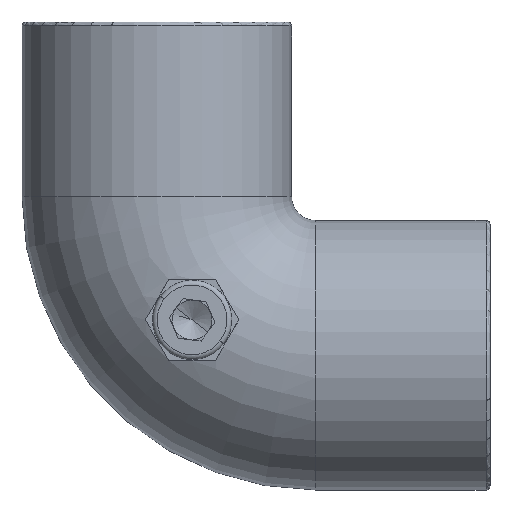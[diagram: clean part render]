
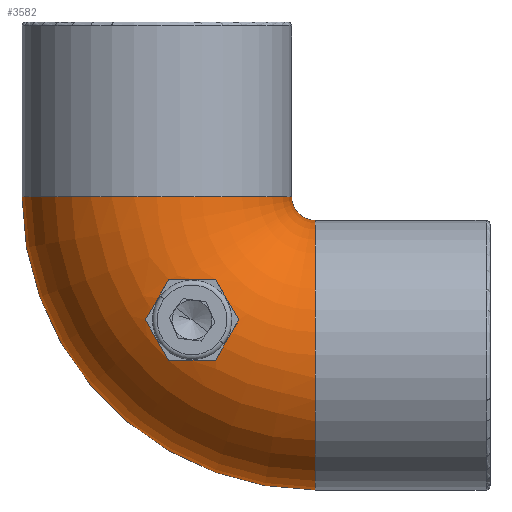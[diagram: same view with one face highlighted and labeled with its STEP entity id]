
A CAD part, left-side view. The second image highlights one B-rep face of the part: STEP entity #3582.
In plain terms, the highlighted toroidal (fillet/blend) face has major radius 20 mm and minor radius 17 mm.
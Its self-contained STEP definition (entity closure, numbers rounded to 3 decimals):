
#461=CARTESIAN_POINT('',(0.,-0.5,0.));
#462=DIRECTION('',(0.,1.,0.));
#463=DIRECTION('',(1.,0.,0.));
#464=AXIS2_PLACEMENT_3D('',#461,#462,#463);
#469=CARTESIAN_POINT('',(0.,-0.5,0.));
#470=DIRECTION('',(0.,-1.,0.));
#471=DIRECTION('',(0.,0.,-1.));
#472=AXIS2_PLACEMENT_3D('',#469,#470,#471);
#1118=CARTESIAN_POINT('',(0.,0.,-20.));
#1119=DIRECTION('',(1.,0.,0.));
#1120=DIRECTION('',(0.,-0.029,1.));
#1121=AXIS2_PLACEMENT_3D('',#1118,#1119,#1120);
#1126=CARTESIAN_POINT('',(20.,0.,0.));
#1127=DIRECTION('',(0.,0.,-1.));
#1128=DIRECTION('',(1.,-0.029,0.));
#1129=AXIS2_PLACEMENT_3D('',#1126,#1127,#1128);
#1155=CARTESIAN_POINT('',(15.551,-15.714,
-21.44));
#1156=CARTESIAN_POINT('',(16.159,-15.684,
-21.089));
#1157=CARTESIAN_POINT('',(17.347,-15.602,
-20.403));
#1158=CARTESIAN_POINT('',(19.047,-15.412,
-19.422));
#1159=CARTESIAN_POINT('',(20.126,-15.241,
-18.799));
#1160=CARTESIAN_POINT('',(20.651,-15.145,
-18.496));
#1172=CARTESIAN_POINT('',(10.451,-16.954,
-18.496));
#1173=CARTESIAN_POINT('',(11.061,-16.91,
-18.848));
#1174=CARTESIAN_POINT('',(12.253,-16.757,
-19.536));
#1175=CARTESIAN_POINT('',(13.952,-16.34,
-20.517));
#1176=CARTESIAN_POINT('',(15.027,-15.942,
-21.138));
#1177=CARTESIAN_POINT('',(15.551,-15.714,
-21.44));
#1196=CARTESIAN_POINT('',(10.451,-16.609,
-12.607));
#1197=CARTESIAN_POINT('',(10.451,-16.69,
-13.086));
#1198=CARTESIAN_POINT('',(10.451,-16.83,
-14.051));
#1199=CARTESIAN_POINT('',(10.451,-16.966,
-15.525));
#1200=CARTESIAN_POINT('',(10.451,-17.016,
-17.006));
#1201=CARTESIAN_POINT('',(10.451,-16.986,
-17.999));
#1202=CARTESIAN_POINT('',(10.451,-16.954,
-18.496));
#1214=CARTESIAN_POINT('',(15.551,-16.916,
-9.662));
#1215=CARTESIAN_POINT('',(14.96,-16.883,
-10.004));
#1216=CARTESIAN_POINT('',(13.793,-16.808,
-10.677));
#1217=CARTESIAN_POINT('',(12.094,-16.693,
-11.658));
#1218=CARTESIAN_POINT('',(10.993,-16.632,
-12.294));
#1219=CARTESIAN_POINT('',(10.451,-16.609,
-12.607));
#1231=CARTESIAN_POINT('',(20.651,-16.474,
-12.607));
#1232=CARTESIAN_POINT('',(20.095,-16.638,
-12.286));
#1233=CARTESIAN_POINT('',(18.976,-16.888,
-11.639));
#1234=CARTESIAN_POINT('',(17.261,-17.036,
-10.649));
#1235=CARTESIAN_POINT('',(16.122,-16.982,
-9.992));
#1236=CARTESIAN_POINT('',(15.551,-16.916,
-9.662));
#1255=CARTESIAN_POINT('',(20.651,-15.145,
-18.496));
#1256=CARTESIAN_POINT('',(20.651,-15.339,
-17.925));
#1257=CARTESIAN_POINT('',(20.651,-15.699,
-16.73));
#1258=CARTESIAN_POINT('',(20.651,-16.149,
-14.753));
#1259=CARTESIAN_POINT('',(20.651,-16.377,
-13.34));
#1260=CARTESIAN_POINT('',(20.651,-16.474,
-12.607));
#2612=CARTESIAN_POINT('',(15.551,-16.916,
-9.662));
#2614=VERTEX_POINT('',#2612);
#2620=CARTESIAN_POINT('',(15.551,-15.714,
-21.44));
#2622=VERTEX_POINT('',#2620);
#2625=CARTESIAN_POINT('',(10.451,-16.954,
-18.496));
#2626=VERTEX_POINT('',#2625);
#2627=CARTESIAN_POINT('',(20.651,-16.474,
-12.607));
#2629=VERTEX_POINT('',#2627);
#2644=CARTESIAN_POINT('',(20.651,-15.145,
-18.496));
#2646=VERTEX_POINT('',#2644);
#2682=CARTESIAN_POINT('',(10.451,-16.609,
-12.607));
#2683=VERTEX_POINT('',#2682);
#2867=CARTESIAN_POINT('',(0.,-0.5,-3.007));
#2868=CARTESIAN_POINT('',(0.,-0.5,-36.993));
#2869=VERTEX_POINT('',#2867);
#2870=VERTEX_POINT('',#2868);
#2871=CARTESIAN_POINT('',(36.993,-0.5,0.));
#2872=CARTESIAN_POINT('',(3.007,-0.5,0.));
#2873=VERTEX_POINT('',#2871);
#2874=VERTEX_POINT('',#2872);
#3556=CARTESIAN_POINT('',(0.,0.,0.));
#3557=DIRECTION('',(0.,1.,0.));
#3558=DIRECTION('',(0.,0.,1.));
#3559=AXIS2_PLACEMENT_3D('',#3556,#3557,#3558);
#3560=TOROIDAL_SURFACE('',#3559,20.,17.);
#3561=ORIENTED_EDGE('',*,*,#3062,.T.);
#3562=ORIENTED_EDGE('',*,*,#3542,.F.);
#3563=ORIENTED_EDGE('',*,*,#3076,.T.);
#3565=ORIENTED_EDGE('',*,*,#3564,.F.);
#3566=EDGE_LOOP('',(#3561,#3562,#3563,#3565));
#3567=FACE_OUTER_BOUND('',#3566,.F.);
#3569=ORIENTED_EDGE('',*,*,#3568,.T.);
#3571=ORIENTED_EDGE('',*,*,#3570,.T.);
#3573=ORIENTED_EDGE('',*,*,#3572,.T.);
#3575=ORIENTED_EDGE('',*,*,#3574,.T.);
#3577=ORIENTED_EDGE('',*,*,#3576,.T.);
#3579=ORIENTED_EDGE('',*,*,#3578,.T.);
#3580=EDGE_LOOP('',(#3569,#3571,#3573,#3575,#3577,#3579));
#3581=FACE_BOUND('',#3580,.F.);
#465=CIRCLE('',#464,36.993);
#473=CIRCLE('',#472,3.007);
#1122=CIRCLE('',#1121,17.);
#1130=CIRCLE('',#1129,17.);
#1161=B_SPLINE_CURVE_WITH_KNOTS('',3,(#1155,#1156,#1157,#1158,#1159,#1160),
.UNSPECIFIED.,.F.,.F.,(4,1,1,4),(0.,0.333,0.667,1.),
.UNSPECIFIED.);
#1178=B_SPLINE_CURVE_WITH_KNOTS('',3,(#1172,#1173,#1174,#1175,#1176,#1177),
.UNSPECIFIED.,.F.,.F.,(4,1,1,4),(0.,0.333,0.667,1.),
.UNSPECIFIED.);
#1203=B_SPLINE_CURVE_WITH_KNOTS('',3,(#1196,#1197,#1198,#1199,#1200,#1201,
#1202),.UNSPECIFIED.,.F.,.F.,(4,1,1,1,4),(0.,0.25,0.5,0.75,1.),
.UNSPECIFIED.);
#1220=B_SPLINE_CURVE_WITH_KNOTS('',3,(#1214,#1215,#1216,#1217,#1218,#1219),
.UNSPECIFIED.,.F.,.F.,(4,1,1,4),(0.,0.333,0.667,1.),
.UNSPECIFIED.);
#1237=B_SPLINE_CURVE_WITH_KNOTS('',3,(#1231,#1232,#1233,#1234,#1235,#1236),
.UNSPECIFIED.,.F.,.F.,(4,1,1,4),(0.,0.333,0.667,1.),
.UNSPECIFIED.);
#1261=B_SPLINE_CURVE_WITH_KNOTS('',3,(#1255,#1256,#1257,#1258,#1259,#1260),
.UNSPECIFIED.,.F.,.F.,(4,1,1,4),(0.,0.333,0.667,1.),
.UNSPECIFIED.);
#3062=EDGE_CURVE('',#2873,#2870,#465,.T.);
#3076=EDGE_CURVE('',#2869,#2874,#473,.T.);
#3542=EDGE_CURVE('',#2869,#2870,#1122,.T.);
#3564=EDGE_CURVE('',#2873,#2874,#1130,.T.);
#3568=EDGE_CURVE('',#2622,#2646,#1161,.T.);
#3570=EDGE_CURVE('',#2646,#2629,#1261,.T.);
#3572=EDGE_CURVE('',#2629,#2614,#1237,.T.);
#3574=EDGE_CURVE('',#2614,#2683,#1220,.T.);
#3576=EDGE_CURVE('',#2683,#2626,#1203,.T.);
#3578=EDGE_CURVE('',#2626,#2622,#1178,.T.);
#3582=ADVANCED_FACE('',(#3567,#3581),#3560,.T.);
